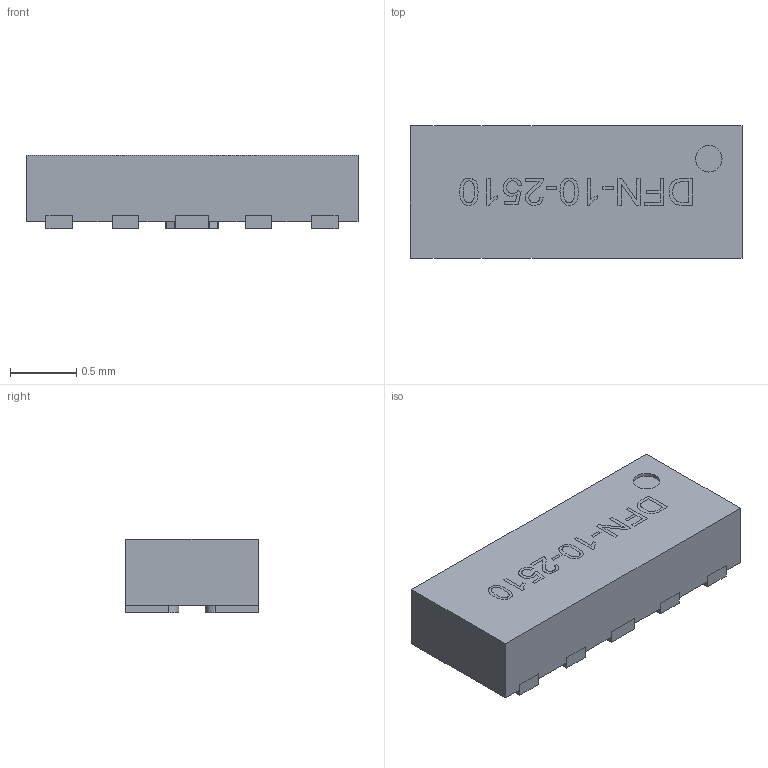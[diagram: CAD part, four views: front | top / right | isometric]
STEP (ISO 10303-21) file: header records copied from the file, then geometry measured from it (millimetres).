
FILE_DESCRIPTION (( 'STEP AP214' ), '1' );
FILE_NAME ('User Library-DFN-10-2510-E.STEP', '2022-03-18T04:29:49', ( '' ), ( '' ), 'SwSTEP 2.0', 'SolidWorks 2021', '' );
FILE_SCHEMA (( 'AUTOMOTIVE_DESIGN' ));
Length unit declared in the file: millimetre
Products named in the file (1): User Library-DFN-10-2510-E
Bounding box: 2.5 x 1 x 0.55 mm (x, y, z)
Volume: 1.3 mm3; surface area: 12.6 mm2
Topology: 27 solids, 27 shells, 569 faces, 1482 edges, 988 vertices
Faces by surface type: plane 335, bspline 168, cylinder 66
Entity records: 19536 total; most frequent: CARTESIAN_POINT 6280, ORIENTED_EDGE 2964, DIRECTION 2082, EDGE_CURVE 1482, VECTOR 1014, LINE 1014, VERTEX_POINT 988, EDGE_LOOP 598
